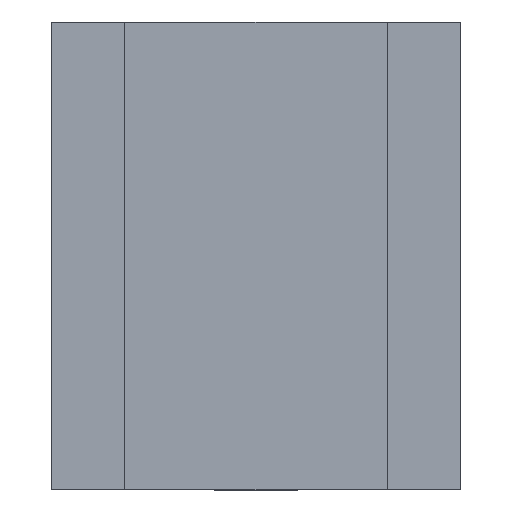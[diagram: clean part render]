
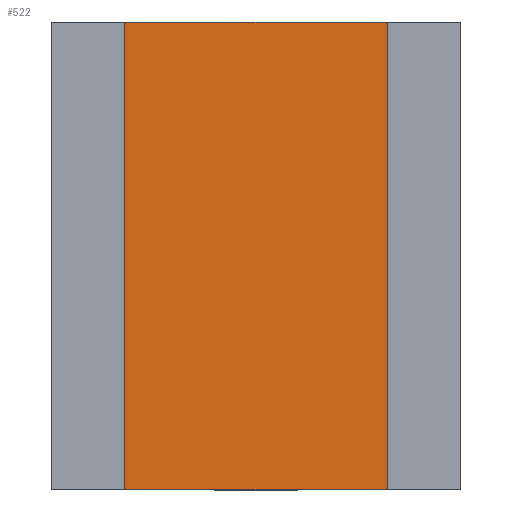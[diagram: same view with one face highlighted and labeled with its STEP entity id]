
A CAD part, top view. The second image highlights one B-rep face of the part: STEP entity #522.
In plain terms, the highlighted planar face has unit normal (0, 0, 1).
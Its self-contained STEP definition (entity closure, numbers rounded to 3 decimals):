
#40=FACE_OUTER_BOUND('',#68,.T.);
#68=EDGE_LOOP('',(#419,#420,#421,#422));
#112=LINE('',#784,#180);
#132=LINE('',#823,#200);
#133=LINE('',#826,#201);
#134=LINE('',#827,#202);
#180=VECTOR('',#637,10.);
#200=VECTOR('',#669,10.);
#201=VECTOR('',#672,10.);
#202=VECTOR('',#673,10.);
#238=VERTEX_POINT('',#781);
#239=VERTEX_POINT('',#783);
#252=VERTEX_POINT('',#820);
#253=VERTEX_POINT('',#825);
#296=EDGE_CURVE('',#238,#239,#112,.T.);
#316=EDGE_CURVE('',#239,#252,#132,.T.);
#317=EDGE_CURVE('',#252,#253,#133,.T.);
#318=EDGE_CURVE('',#238,#253,#134,.T.);
#419=ORIENTED_EDGE('',*,*,#317,.F.);
#420=ORIENTED_EDGE('',*,*,#316,.F.);
#421=ORIENTED_EDGE('',*,*,#296,.F.);
#422=ORIENTED_EDGE('',*,*,#318,.T.);
#496=PLANE('',#565);
#522=ADVANCED_FACE('',(#40),#496,.F.);
#565=AXIS2_PLACEMENT_3D('',#824,#670,#671);
#637=DIRECTION('',(-1.,0.,0.));
#669=DIRECTION('',(0.,1.,0.));
#670=DIRECTION('center_axis',(0.,0.,-1.));
#671=DIRECTION('ref_axis',(-1.,0.,0.));
#672=DIRECTION('',(1.,0.,0.));
#673=DIRECTION('',(0.,1.,0.));
#781=CARTESIAN_POINT('',(-5.,0.,2.5));
#783=CARTESIAN_POINT('',(-23.,0.,2.5));
#784=CARTESIAN_POINT('',(-16.5,0.,2.5));
#820=CARTESIAN_POINT('',(-23.,32.,2.5));
#823=CARTESIAN_POINT('',(-23.,0.,2.5));
#824=CARTESIAN_POINT('Origin',(-5.,0.,2.5));
#825=CARTESIAN_POINT('',(-5.,32.,2.5));
#826=CARTESIAN_POINT('',(-2.5,32.,2.5));
#827=CARTESIAN_POINT('',(-5.,0.,2.5));
